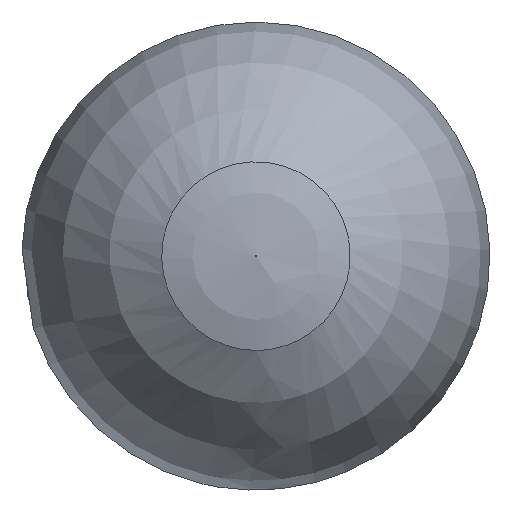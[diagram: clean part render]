
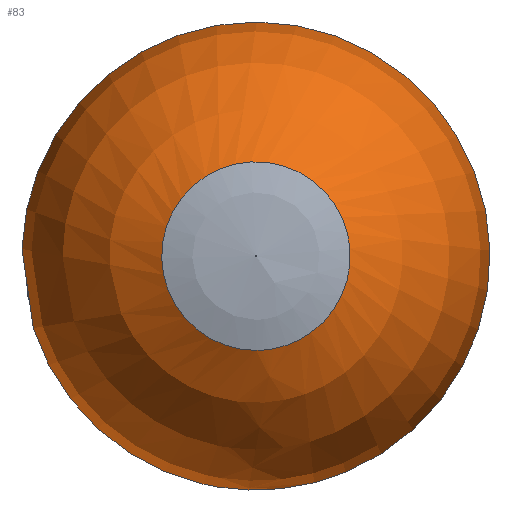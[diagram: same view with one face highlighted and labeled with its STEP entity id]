
A CAD part, left-side view. The second image highlights one B-rep face of the part: STEP entity #83.
In plain terms, the highlighted face is a revolution surface.
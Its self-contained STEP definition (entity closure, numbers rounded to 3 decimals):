
#58=SURFACE_OF_REVOLUTION('',#64,#61);
#61=AXIS1_PLACEMENT('',#232,#192);
#64=(
BOUNDED_CURVE()
B_SPLINE_CURVE(3,(#228,#229,#230,#231),.UNSPECIFIED.,.F.,.F.)
B_SPLINE_CURVE_WITH_KNOTS((4,4),(0.,1.),.UNSPECIFIED.)
CURVE()
GEOMETRIC_REPRESENTATION_ITEM()
RATIONAL_B_SPLINE_CURVE((1.,0.747,0.747,1.))
REPRESENTATION_ITEM('')
);
#67=FACE_BOUND('',#101,.T.);
#68=FACE_BOUND('',#102,.T.);
#83=ADVANCED_FACE('',(#67,#68),#58,.T.);
#101=EDGE_LOOP('',(#119));
#102=EDGE_LOOP('',(#120));
#119=ORIENTED_EDGE('',*,*,#145,.F.);
#120=ORIENTED_EDGE('',*,*,#146,.T.);
#136=VERTEX_POINT('',#224);
#137=VERTEX_POINT('',#227);
#145=EDGE_CURVE('',#136,#136,#154,.T.);
#146=EDGE_CURVE('',#137,#137,#155,.T.);
#154=CIRCLE('',#165,8.283);
#155=CIRCLE('',#167,4.072);
#165=AXIS2_PLACEMENT_3D('',#223,#186,#187);
#167=AXIS2_PLACEMENT_3D('',#226,#190,#191);
#186=DIRECTION('',(1.,0.,0.));
#187=DIRECTION('',(0.,0.,-1.));
#190=DIRECTION('',(1.,0.,0.));
#191=DIRECTION('',(0.,0.,-1.));
#192=DIRECTION('',(1.,0.,0.));
#223=CARTESIAN_POINT('',(15.8,0.,0.));
#224=CARTESIAN_POINT('',(15.8,0.,-8.283));
#226=CARTESIAN_POINT('',(0.744,0.,0.));
#227=CARTESIAN_POINT('',(0.744,0.,-4.072));
#228=CARTESIAN_POINT('',(0.744,-3.785,1.5));
#229=CARTESIAN_POINT('',(3.39,-10.256,1.5));
#230=CARTESIAN_POINT('',(10.105,-12.201,1.5));
#231=CARTESIAN_POINT('',(15.8,-8.146,1.5));
#232=CARTESIAN_POINT('',(0.,0.,0.));
